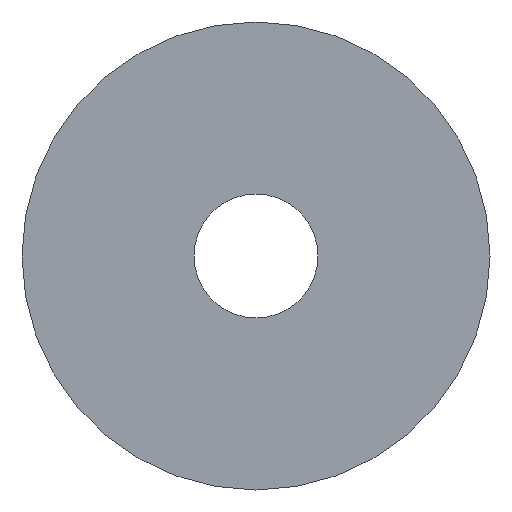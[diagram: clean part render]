
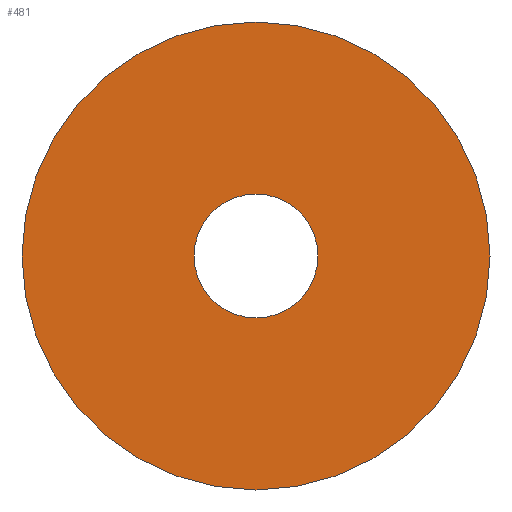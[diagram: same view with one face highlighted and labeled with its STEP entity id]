
A CAD part, front view. The second image highlights one B-rep face of the part: STEP entity #481.
In plain terms, the highlighted planar face has unit normal (0, -1, 0).
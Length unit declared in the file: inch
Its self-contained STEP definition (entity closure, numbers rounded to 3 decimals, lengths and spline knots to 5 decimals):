
#57=CARTESIAN_POINT('',(0.335,0.,0.0));
#58=VERTEX_POINT('',#57);
#74=CARTESIAN_POINT('',(-0.335,0.0,0.));
#75=VERTEX_POINT('',#74);
#82=CARTESIAN_POINT('',(0.0,0.0,0.0));
#83=DIRECTION('',(0.0,-1.0,0.0));
#84=DIRECTION('',(1.0,0.0,0.0));
#85=AXIS2_PLACEMENT_3D('',#82,#83,#84);
#86=CIRCLE('',#85,0.335);
#87=EDGE_CURVE('',#75,#58,#86,.T.);
#99=CARTESIAN_POINT('',(1.265,0.,0.0));
#100=VERTEX_POINT('',#99);
#125=CARTESIAN_POINT('',(-1.265,0.,0.));
#126=VERTEX_POINT('',#125);
#133=CARTESIAN_POINT('',(0.0,0.,0.0));
#134=DIRECTION('',(0.0,-1.0,0.0));
#135=DIRECTION('',(1.0,0.0,0.0));
#136=AXIS2_PLACEMENT_3D('',#133,#134,#135);
#137=CIRCLE('',#136,1.265);
#138=EDGE_CURVE('',#100,#126,#137,.T.);
#449=CARTESIAN_POINT('',(0.0,0.,0.0));
#450=DIRECTION('',(0.0,-1.0,0.0));
#451=DIRECTION('',(1.0,0.0,0.0));
#452=AXIS2_PLACEMENT_3D('',#449,#450,#451);
#453=CIRCLE('',#452,1.265);
#454=EDGE_CURVE('',#126,#100,#453,.T.);
#462=CARTESIAN_POINT('',(0.8,0.,0.0));
#463=DIRECTION('',(0.0,-1.0,0.0));
#464=DIRECTION('',(0.0,0.0,-1.0));
#465=AXIS2_PLACEMENT_3D('',#462,#463,#464);
#466=PLANE('',#465);
#467=ORIENTED_EDGE('',*,*,#138,.T.);
#468=ORIENTED_EDGE('',*,*,#454,.T.);
#469=EDGE_LOOP('',(#467,#468));
#470=FACE_OUTER_BOUND('',#469,.T.);
#471=CARTESIAN_POINT('',(0.0,0.0,0.0));
#472=DIRECTION('',(0.0,-1.0,0.0));
#473=DIRECTION('',(1.0,0.0,0.0));
#474=AXIS2_PLACEMENT_3D('',#471,#472,#473);
#475=CIRCLE('',#474,0.335);
#476=EDGE_CURVE('',#58,#75,#475,.T.);
#477=ORIENTED_EDGE('',*,*,#476,.F.);
#478=ORIENTED_EDGE('',*,*,#87,.F.);
#479=EDGE_LOOP('',(#477,#478));
#480=FACE_BOUND('',#479,.T.);
#481=ADVANCED_FACE('',(#470,#480),#466,.T.);
